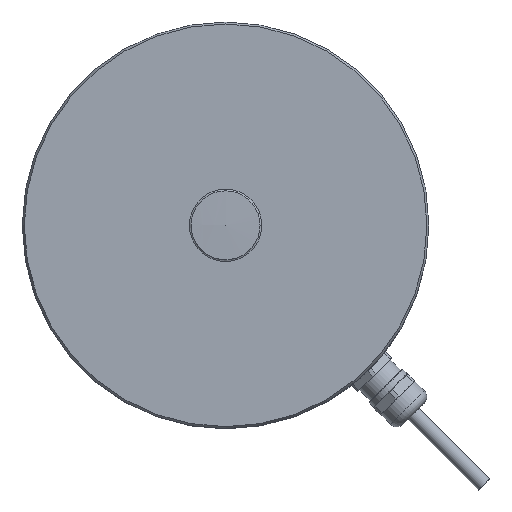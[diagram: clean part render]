
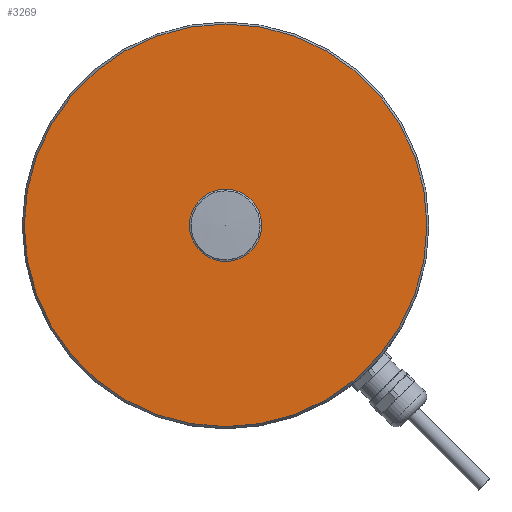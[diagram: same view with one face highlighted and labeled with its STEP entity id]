
A CAD part, top view. The second image highlights one B-rep face of the part: STEP entity #3269.
In plain terms, the highlighted planar face has unit normal (0, 0, 1).
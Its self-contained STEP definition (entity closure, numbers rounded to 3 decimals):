
#54=FACE_BOUND('',#568,.T.);
#117=PLANE('',#3545);
#204=CIRCLE('',#3540,10.5);
#208=CIRCLE('',#3544,10.5);
#209=CIRCLE('',#3546,58.423);
#375=FACE_OUTER_BOUND('',#567,.T.);
#567=EDGE_LOOP('',(#2730));
#568=EDGE_LOOP('',(#2731,#2732));
#1524=VERTEX_POINT('',#7086);
#1525=VERTEX_POINT('',#7087);
#1528=VERTEX_POINT('',#7096);
#1978=EDGE_CURVE('',#1524,#1525,#204,.T.);
#1982=EDGE_CURVE('',#1525,#1524,#208,.T.);
#1983=EDGE_CURVE('',#1528,#1528,#209,.T.);
#2730=ORIENTED_EDGE('',*,*,#1983,.F.);
#2731=ORIENTED_EDGE('',*,*,#1978,.F.);
#2732=ORIENTED_EDGE('',*,*,#1982,.F.);
#3269=ADVANCED_FACE('',(#375,#54),#117,.T.);
#3540=AXIS2_PLACEMENT_3D('',#7088,#4252,#4253);
#3544=AXIS2_PLACEMENT_3D('',#7094,#4260,#4261);
#3545=AXIS2_PLACEMENT_3D('',#7095,#4262,#4263);
#3546=AXIS2_PLACEMENT_3D('',#7097,#4264,#4265);
#4252=DIRECTION('center_axis',(0.,0.,1.));
#4253=DIRECTION('ref_axis',(-1.,0.,0.));
#4260=DIRECTION('center_axis',(0.,0.,1.));
#4261=DIRECTION('ref_axis',(-1.,0.,0.));
#4262=DIRECTION('center_axis',(0.,0.,1.));
#4263=DIRECTION('ref_axis',(1.,0.,0.));
#4264=DIRECTION('center_axis',(0.,0.,-1.));
#4265=DIRECTION('ref_axis',(-1.,0.,0.));
#7086=CARTESIAN_POINT('',(10.5,0.,45.));
#7087=CARTESIAN_POINT('',(-10.5,0.,45.));
#7088=CARTESIAN_POINT('Origin',(0.,0.,45.));
#7094=CARTESIAN_POINT('Origin',(0.,0.,45.));
#7095=CARTESIAN_POINT('Origin',(10.,0.,45.));
#7096=CARTESIAN_POINT('',(58.423,0.,45.));
#7097=CARTESIAN_POINT('Origin',(0.,0.,45.));
